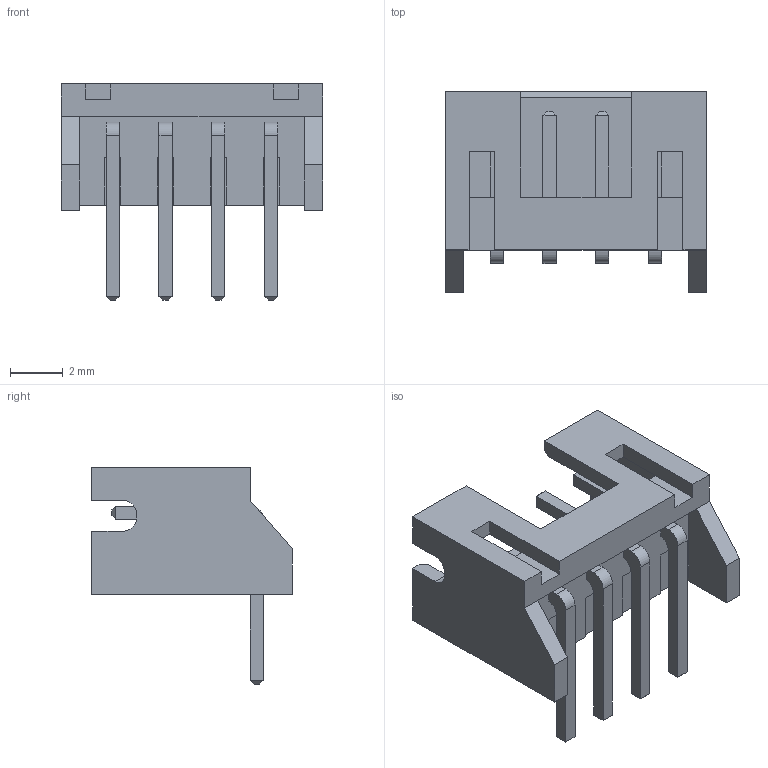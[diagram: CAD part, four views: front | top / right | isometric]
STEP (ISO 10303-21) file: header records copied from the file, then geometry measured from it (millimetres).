
FILE_DESCRIPTION (( 'STEP AP214' ), '1' );
FILE_NAME ('CONN-TH_S4B-PH-K-LF-SN.step', '2022-08-02T19:09:32', ( '' ), ( '' ), 'SwSTEP 2.0', 'SolidWorks 2020', '' );
FILE_SCHEMA (( 'AUTOMOTIVE_DESIGN' ));
Length unit declared in the file: millimetre
Products named in the file (1): CONN-TH_S4B-PH-K-LF-SN
Bounding box: 9.9 x 7.6 x 8.2 mm (x, y, z)
Volume: 143.9 mm3; surface area: 442.7 mm2
Topology: 14 solids, 14 shells, 442 faces, 1167 edges, 764 vertices
Faces by surface type: plane 316, bspline 114, cylinder 12
Entity records: 18543 total; most frequent: CARTESIAN_POINT 4736, ORIENTED_EDGE 2334, DIRECTION 1617, EDGE_CURVE 1167, VECTOR 911, LINE 911, VERTEX_POINT 764, EDGE_LOOP 469
